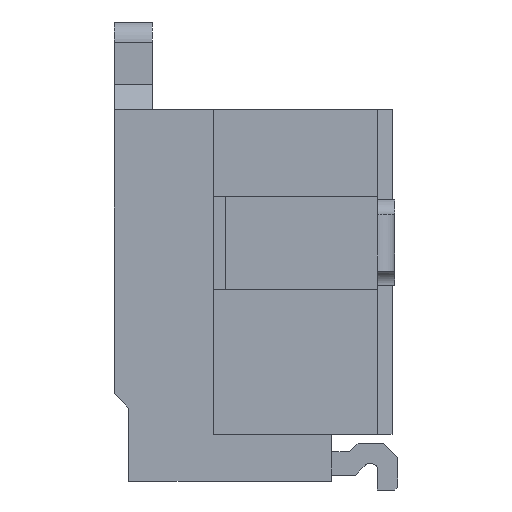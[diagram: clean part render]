
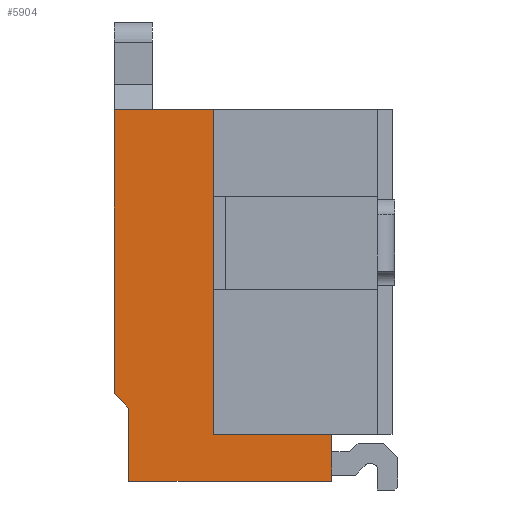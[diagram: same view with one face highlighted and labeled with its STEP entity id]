
A CAD part, left-side view. The second image highlights one B-rep face of the part: STEP entity #5904.
In plain terms, the highlighted planar face has unit normal (-1, 0, 0).
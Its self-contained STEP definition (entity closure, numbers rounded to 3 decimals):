
#77=DIRECTION('',(0.,1.,0.));
#78=VECTOR('',#77,1.7);
#79=CARTESIAN_POINT('',(-7.65,1.4,0.));
#80=LINE('',#79,#78);
#1396=DIRECTION('',(0.,-1.,0.));
#1397=VECTOR('',#1396,2.02);
#1398=CARTESIAN_POINT('',(-7.65,1.4,-5.55));
#1399=LINE('',#1398,#1397);
#1400=DIRECTION('',(0.,1.,0.));
#1401=VECTOR('',#1400,3.47);
#1402=CARTESIAN_POINT('',(-7.65,-0.62,-6.35));
#1403=LINE('',#1402,#1401);
#1404=DIRECTION('',(0.,0.,1.));
#1405=VECTOR('',#1404,1.25);
#1406=CARTESIAN_POINT('',(-7.65,2.85,-6.35));
#1407=LINE('',#1406,#1405);
#1408=DIRECTION('',(0.,-0.707,-0.707));
#1409=VECTOR('',#1408,0.354);
#1410=CARTESIAN_POINT('',(-7.65,3.1,-4.85));
#1411=LINE('',#1410,#1409);
#1412=DIRECTION('',(0.,0.,1.));
#1413=VECTOR('',#1412,4.85);
#1414=CARTESIAN_POINT('',(-7.65,3.1,-4.85));
#1415=LINE('',#1414,#1413);
#1420=DIRECTION('',(0.,0.,1.));
#1421=VECTOR('',#1420,5.55);
#1422=CARTESIAN_POINT('',(-7.65,1.4,-5.55));
#1423=LINE('',#1422,#1421);
#1860=DIRECTION('',(0.,0.,1.));
#1861=VECTOR('',#1860,0.8);
#1862=CARTESIAN_POINT('',(-7.65,-0.62,-6.35));
#1863=LINE('',#1862,#1861);
#3191=CARTESIAN_POINT('',(-7.65,1.4,0.));
#3192=CARTESIAN_POINT('',(-7.65,3.1,0.));
#3193=VERTEX_POINT('',#3191);
#3194=VERTEX_POINT('',#3192);
#3319=CARTESIAN_POINT('',(-7.65,3.1,-4.85));
#3320=CARTESIAN_POINT('',(-7.65,2.85,-5.1));
#3321=VERTEX_POINT('',#3319);
#3322=VERTEX_POINT('',#3320);
#3323=CARTESIAN_POINT('',(-7.65,2.85,-6.35));
#3324=VERTEX_POINT('',#3323);
#3355=CARTESIAN_POINT('',(-7.65,1.4,-5.55));
#3357=VERTEX_POINT('',#3355);
#3363=CARTESIAN_POINT('',(-7.65,-0.62,-6.35));
#3364=CARTESIAN_POINT('',(-7.65,-0.62,-5.55));
#3365=VERTEX_POINT('',#3363);
#3366=VERTEX_POINT('',#3364);
#5885=CARTESIAN_POINT('',(-7.65,3.1,0.));
#5886=DIRECTION('',(-1.,0.,0.));
#5887=DIRECTION('',(0.,-1.,0.));
#5888=AXIS2_PLACEMENT_3D('',#5885,#5886,#5887);
#5889=PLANE('',#5888);
#5891=ORIENTED_EDGE('',*,*,#5890,.F.);
#5893=ORIENTED_EDGE('',*,*,#5892,.T.);
#5895=ORIENTED_EDGE('',*,*,#5894,.F.);
#5897=ORIENTED_EDGE('',*,*,#5896,.T.);
#5898=ORIENTED_EDGE('',*,*,#5864,.T.);
#5899=ORIENTED_EDGE('',*,*,#5682,.F.);
#5900=ORIENTED_EDGE('',*,*,#5790,.T.);
#5901=ORIENTED_EDGE('',*,*,#4202,.F.);
#5902=EDGE_LOOP('',(#5891,#5893,#5895,#5897,#5898,#5899,#5900,#5901));
#5903=FACE_OUTER_BOUND('',#5902,.F.);
#5904=ADVANCED_FACE('',(#5903),#5889,.T.);
#4202=EDGE_CURVE('',#3193,#3194,#80,.T.);
#5682=EDGE_CURVE('',#3321,#3322,#1411,.T.);
#5790=EDGE_CURVE('',#3321,#3194,#1415,.T.);
#5864=EDGE_CURVE('',#3324,#3322,#1407,.T.);
#5890=EDGE_CURVE('',#3357,#3193,#1423,.T.);
#5892=EDGE_CURVE('',#3357,#3366,#1399,.T.);
#5894=EDGE_CURVE('',#3365,#3366,#1863,.T.);
#5896=EDGE_CURVE('',#3365,#3324,#1403,.T.);
